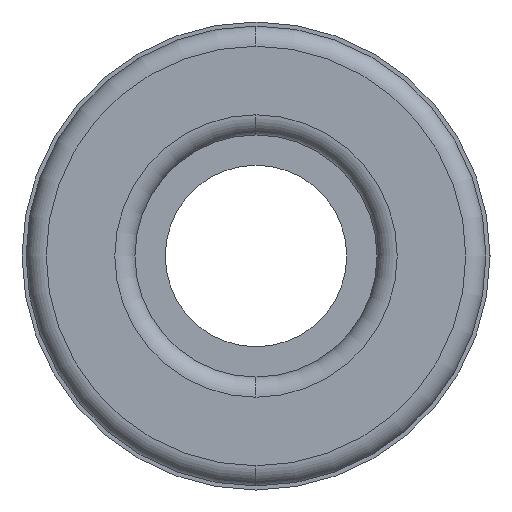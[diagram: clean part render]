
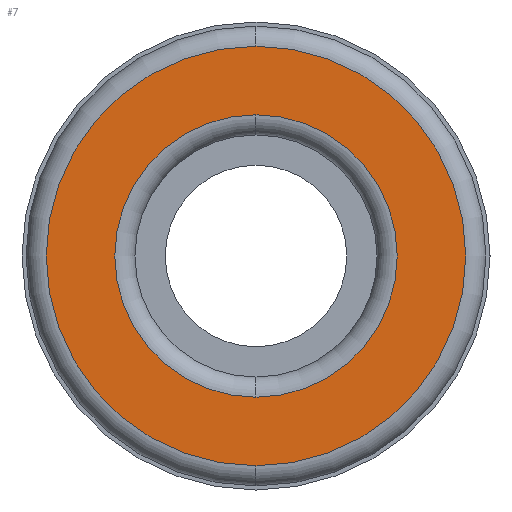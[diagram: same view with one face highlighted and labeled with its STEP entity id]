
A CAD part, left-side view. The second image highlights one B-rep face of the part: STEP entity #7.
In plain terms, the highlighted planar face has unit normal (-1, 0, 0).
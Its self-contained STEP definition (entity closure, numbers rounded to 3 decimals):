
#6 = VERTEX_POINT ( 'NONE', #287 ) ;
#7 = ADVANCED_FACE ( 'NONE', ( #269, #292 ), #281, .F. ) ;
#8 = ORIENTED_EDGE ( 'NONE', *, *, #9, .T. ) ;
#9 = EDGE_CURVE ( 'NONE', #126, #127, #265, .T. ) ;
#10 = EDGE_CURVE ( 'NONE', #180, #6, #267, .T. ) ;
#12 = EDGE_LOOP ( 'NONE', ( #53, #68 ) ) ;
#46 = ORIENTED_EDGE ( 'NONE', *, *, #197, .T. ) ;
#52 = EDGE_LOOP ( 'NONE', ( #46, #8 ) ) ;
#53 = ORIENTED_EDGE ( 'NONE', *, *, #172, .T. ) ;
#68 = ORIENTED_EDGE ( 'NONE', *, *, #10, .T. ) ;
#126 = VERTEX_POINT ( 'NONE', #866 ) ;
#127 = VERTEX_POINT ( 'NONE', #822 ) ;
#172 = EDGE_CURVE ( 'NONE', #6, #180, #857, .T. ) ;
#180 = VERTEX_POINT ( 'NONE', #702 ) ;
#197 = EDGE_CURVE ( 'NONE', #127, #126, #673, .T. ) ;
#255 = DIRECTION ( 'NONE',  ( 0., 0., 1. ) ) ;
#256 = DIRECTION ( 'NONE',  ( -1., 0., 0. ) ) ;
#258 = CARTESIAN_POINT ( 'NONE',  ( 0., 0., 0. ) ) ;
#259 = DIRECTION ( 'NONE',  ( 0., 0., -1. ) ) ;
#260 = DIRECTION ( 'NONE',  ( 1., 0., 0. ) ) ;
#262 = DIRECTION ( 'NONE',  ( 0., 0., -1. ) ) ;
#263 = DIRECTION ( 'NONE',  ( 1., 0., 0. ) ) ;
#264 = CARTESIAN_POINT ( 'NONE',  ( 0., 0., 0. ) ) ;
#265 = CIRCLE ( 'NONE', #268, 3.5 ) ;
#266 = CARTESIAN_POINT ( 'NONE',  ( 0., 0., 0. ) ) ;
#267 = CIRCLE ( 'NONE', #412, 5.2 ) ;
#268 = AXIS2_PLACEMENT_3D ( 'NONE', #266, #260, #259 ) ;
#269 = FACE_BOUND ( 'NONE', #52, .T. ) ;
#279 = AXIS2_PLACEMENT_3D ( 'NONE', #264, #263, #262 ) ;
#281 = PLANE ( 'NONE',  #279 ) ;
#287 = CARTESIAN_POINT ( 'NONE',  ( 0., 0., 5.2 ) ) ;
#292 = FACE_OUTER_BOUND ( 'NONE', #12, .T. ) ;
#412 = AXIS2_PLACEMENT_3D ( 'NONE', #258, #256, #255 ) ;
#671 = CARTESIAN_POINT ( 'NONE',  ( 0., 0., 0. ) ) ;
#673 = CIRCLE ( 'NONE', #746, 3.5 ) ;
#702 = CARTESIAN_POINT ( 'NONE',  ( 0., 0., -5.2 ) ) ;
#713 = DIRECTION ( 'NONE',  ( 0., 0., 1. ) ) ;
#714 = DIRECTION ( 'NONE',  ( -1., 0., 0. ) ) ;
#717 = AXIS2_PLACEMENT_3D ( 'NONE', #838, #714, #713 ) ;
#744 = DIRECTION ( 'NONE',  ( 0., 0., -1. ) ) ;
#745 = DIRECTION ( 'NONE',  ( 1., 0., 0. ) ) ;
#746 = AXIS2_PLACEMENT_3D ( 'NONE', #671, #745, #744 ) ;
#822 = CARTESIAN_POINT ( 'NONE',  ( 0., 0., -3.5 ) ) ;
#838 = CARTESIAN_POINT ( 'NONE',  ( 0., 0., 0. ) ) ;
#857 = CIRCLE ( 'NONE', #717, 5.2 ) ;
#866 = CARTESIAN_POINT ( 'NONE',  ( 0., 0., 3.5 ) ) ;
